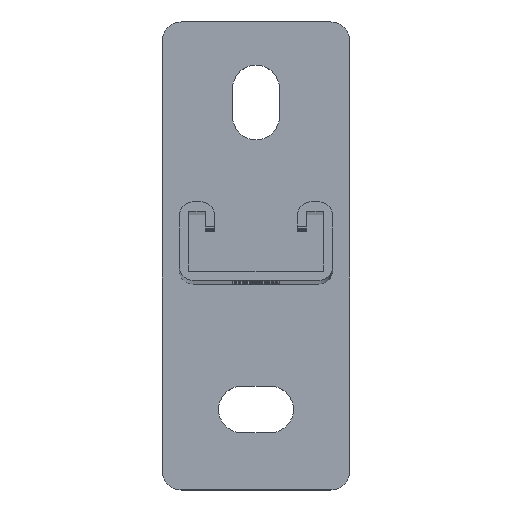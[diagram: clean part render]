
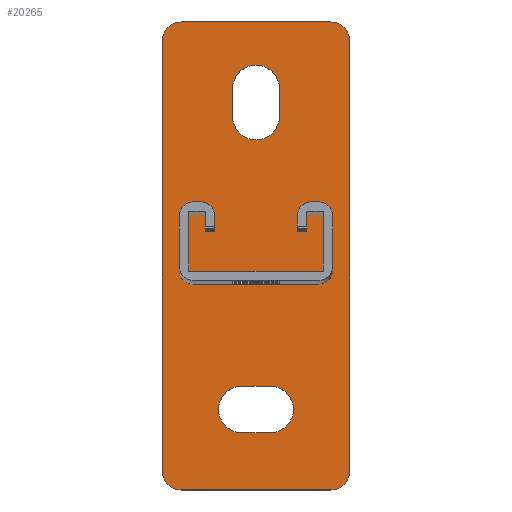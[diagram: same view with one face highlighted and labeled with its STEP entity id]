
A CAD part, top view. The second image highlights one B-rep face of the part: STEP entity #20265.
In plain terms, the highlighted planar face has unit normal (0, 0, 1).
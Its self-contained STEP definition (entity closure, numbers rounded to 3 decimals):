
#466 = DIRECTION ( 'NONE',  ( 0., 0., 1. ) ) ;
#712 = EDGE_CURVE ( 'NONE', #18415, #12300, #28649, .T. ) ;
#778 = EDGE_CURVE ( 'NONE', #12580, #30050, #7703, .T. ) ;
#1241 = LINE ( 'NONE', #16496, #31875 ) ;
#1466 = EDGE_CURVE ( 'NONE', #27460, #27866, #11275, .T. ) ;
#2401 = CIRCLE ( 'NONE', #7079, 5. ) ;
#2502 = DIRECTION ( 'NONE',  ( 0., 0., 1. ) ) ;
#2958 = ORIENTED_EDGE ( 'NONE', *, *, #6088, .T. ) ;
#3071 = DIRECTION ( 'NONE',  ( 0., 0., 1. ) ) ;
#3281 = DIRECTION ( 'NONE',  ( 1., 0., 0. ) ) ;
#3346 = CARTESIAN_POINT ( 'NONE',  ( -6.25, 44.75, 0. ) ) ;
#3699 = FACE_OUTER_BOUND ( 'NONE', #6525, .T. ) ;
#4218 = AXIS2_PLACEMENT_3D ( 'NONE', #19276, #9396, #14365 ) ;
#4628 = CIRCLE ( 'NONE', #20997, 6.25 ) ;
#4642 = VECTOR ( 'NONE', #28169, 1000. ) ;
#4768 = DIRECTION ( 'NONE',  ( 1., 0., 0. ) ) ;
#4783 = CARTESIAN_POINT ( 'NONE',  ( -6.25, 37.25, 0. ) ) ;
#4991 = DIRECTION ( 'NONE',  ( 1., 0., 0. ) ) ;
#5233 = CARTESIAN_POINT ( 'NONE',  ( 20., -57.5, 0. ) ) ;
#6049 = FACE_BOUND ( 'NONE', #7510, .T. ) ;
#6072 = VERTEX_POINT ( 'NONE', #11196 ) ;
#6088 = EDGE_CURVE ( 'NONE', #21708, #7386, #1241, .T. ) ;
#6139 = EDGE_LOOP ( 'NONE', ( #8977, #9673, #21749, #31947, #19601 ) ) ;
#6210 = AXIS2_PLACEMENT_3D ( 'NONE', #31992, #9459, #4768 ) ;
#6240 = VECTOR ( 'NONE', #24000, 1000. ) ;
#6343 = AXIS2_PLACEMENT_3D ( 'NONE', #27080, #27388, #7427 ) ;
#6495 = DIRECTION ( 'NONE',  ( 0., 0., 1. ) ) ;
#6525 = EDGE_LOOP ( 'NONE', ( #2958, #23244, #10765, #20103, #13264, #23071, #8497, #28767 ) ) ;
#6945 = ORIENTED_EDGE ( 'NONE', *, *, #778, .F. ) ;
#6966 = LINE ( 'NONE', #29048, #16300 ) ;
#7079 = AXIS2_PLACEMENT_3D ( 'NONE', #13374, #3071, #3281 ) ;
#7373 = DIRECTION ( 'NONE',  ( 1., 0., 0. ) ) ;
#7386 = VERTEX_POINT ( 'NONE', #26615 ) ;
#7427 = DIRECTION ( 'NONE',  ( 1., 0., 0. ) ) ;
#7510 = EDGE_LOOP ( 'NONE', ( #6945, #26262, #31229, #11405 ) ) ;
#7703 = CIRCLE ( 'NONE', #6343, 6.25 ) ;
#7738 = DIRECTION ( 'NONE',  ( 1., 0., 0. ) ) ;
#7916 = VECTOR ( 'NONE', #13387, 1000. ) ;
#8273 = VECTOR ( 'NONE', #28866, 1000. ) ;
#8497 = ORIENTED_EDGE ( 'NONE', *, *, #23461, .T. ) ;
#8570 = EDGE_CURVE ( 'NONE', #6072, #21708, #2401, .T. ) ;
#8622 = AXIS2_PLACEMENT_3D ( 'NONE', #29724, #2502, #4991 ) ;
#8737 = CARTESIAN_POINT ( 'NONE',  ( 20., -62.5, 0. ) ) ;
#8776 = DIRECTION ( 'NONE',  ( 1., 0., 0. ) ) ;
#8821 = AXIS2_PLACEMENT_3D ( 'NONE', #5233, #466, #17741 ) ;
#8913 = CARTESIAN_POINT ( 'NONE',  ( -3.75, -34.75, 0. ) ) ;
#8977 = ORIENTED_EDGE ( 'NONE', *, *, #17794, .F. ) ;
#9200 = CARTESIAN_POINT ( 'NONE',  ( 10., -41., 0. ) ) ;
#9261 = DIRECTION ( 'NONE',  ( 0., 1., 0. ) ) ;
#9396 = DIRECTION ( 'NONE',  ( 0., 0., 1. ) ) ;
#9459 = DIRECTION ( 'NONE',  ( 0., 0., 1. ) ) ;
#9668 = CIRCLE ( 'NONE', #8821, 5. ) ;
#9673 = ORIENTED_EDGE ( 'NONE', *, *, #13349, .F. ) ;
#10139 = CARTESIAN_POINT ( 'NONE',  ( 3.75, -41., 0. ) ) ;
#10312 = EDGE_CURVE ( 'NONE', #7386, #19081, #28296, .T. ) ;
#10765 = ORIENTED_EDGE ( 'NONE', *, *, #18223, .T. ) ;
#11032 = LINE ( 'NONE', #28470, #7916 ) ;
#11196 = CARTESIAN_POINT ( 'NONE',  ( -20., 62.5, 0. ) ) ;
#11275 = CIRCLE ( 'NONE', #8622, 6.25 ) ;
#11405 = ORIENTED_EDGE ( 'NONE', *, *, #17598, .F. ) ;
#11530 = CARTESIAN_POINT ( 'NONE',  ( -6.25, 44.75, 0. ) ) ;
#11638 = CARTESIAN_POINT ( 'NONE',  ( 20., 62.5, 0. ) ) ;
#12300 = VERTEX_POINT ( 'NONE', #9200 ) ;
#12473 = CARTESIAN_POINT ( 'NONE',  ( 0., 0., 0. ) ) ;
#12580 = VERTEX_POINT ( 'NONE', #25809 ) ;
#13264 = ORIENTED_EDGE ( 'NONE', *, *, #27192, .T. ) ;
#13349 = EDGE_CURVE ( 'NONE', #20172, #14745, #27587, .T. ) ;
#13374 = CARTESIAN_POINT ( 'NONE',  ( -20., 57.5, 0. ) ) ;
#13387 = DIRECTION ( 'NONE',  ( 0., 1., 0. ) ) ;
#13990 = CARTESIAN_POINT ( 'NONE',  ( -3.75, -34.75, 0. ) ) ;
#14300 = LINE ( 'NONE', #29194, #24040 ) ;
#14365 = DIRECTION ( 'NONE',  ( 1., 0., 0. ) ) ;
#14367 = VECTOR ( 'NONE', #26025, 1000. ) ;
#14410 = DIRECTION ( 'NONE',  ( 0., -1., 0. ) ) ;
#14745 = VERTEX_POINT ( 'NONE', #13990 ) ;
#15350 = DIRECTION ( 'NONE',  ( 1., 0., 0. ) ) ;
#15430 = VERTEX_POINT ( 'NONE', #26550 ) ;
#16174 = CARTESIAN_POINT ( 'NONE',  ( 6.25, 37.25, 0. ) ) ;
#16274 = CARTESIAN_POINT ( 'NONE',  ( 20., 57.5, 0. ) ) ;
#16276 = AXIS2_PLACEMENT_3D ( 'NONE', #22624, #29856, #7738 ) ;
#16300 = VECTOR ( 'NONE', #21687, 1000. ) ;
#16466 = AXIS2_PLACEMENT_3D ( 'NONE', #16274, #6495, #8776 ) ;
#16496 = CARTESIAN_POINT ( 'NONE',  ( -25., 62.5, 0. ) ) ;
#16844 = AXIS2_PLACEMENT_3D ( 'NONE', #12473, #32212, #7373 ) ;
#17223 = CARTESIAN_POINT ( 'NONE',  ( 3.75, -47.25, 0. ) ) ;
#17598 = EDGE_CURVE ( 'NONE', #30050, #27460, #31917, .T. ) ;
#17741 = DIRECTION ( 'NONE',  ( 1., 0., 0. ) ) ;
#17794 = EDGE_CURVE ( 'NONE', #14745, #15430, #28405, .T. ) ;
#18223 = EDGE_CURVE ( 'NONE', #19081, #28957, #6966, .T. ) ;
#18406 = CARTESIAN_POINT ( 'NONE',  ( -25., 62.5, 0. ) ) ;
#18415 = VERTEX_POINT ( 'NONE', #17223 ) ;
#18827 = VERTEX_POINT ( 'NONE', #21332 ) ;
#19081 = VERTEX_POINT ( 'NONE', #27066 ) ;
#19276 = CARTESIAN_POINT ( 'NONE',  ( 3.75, -41., 0. ) ) ;
#19601 = ORIENTED_EDGE ( 'NONE', *, *, #28792, .F. ) ;
#19758 = PLANE ( 'NONE',  #16844 ) ;
#20103 = ORIENTED_EDGE ( 'NONE', *, *, #23883, .T. ) ;
#20172 = VERTEX_POINT ( 'NONE', #26802 ) ;
#20265 = ADVANCED_FACE ( 'NONE', ( #22337, #6049, #3699 ), #19758, .T. ) ;
#20997 = AXIS2_PLACEMENT_3D ( 'NONE', #10139, #24914, #15350 ) ;
#21332 = CARTESIAN_POINT ( 'NONE',  ( 25., 57.5, 0. ) ) ;
#21559 = VERTEX_POINT ( 'NONE', #23282 ) ;
#21687 = DIRECTION ( 'NONE',  ( 1., 0., 0. ) ) ;
#21708 = VERTEX_POINT ( 'NONE', #27825 ) ;
#21749 = ORIENTED_EDGE ( 'NONE', *, *, #29211, .F. ) ;
#22337 = FACE_BOUND ( 'NONE', #6139, .T. ) ;
#22388 = EDGE_CURVE ( 'NONE', #18827, #24136, #24180, .T. ) ;
#22624 = CARTESIAN_POINT ( 'NONE',  ( -20., -57.5, 0. ) ) ;
#23071 = ORIENTED_EDGE ( 'NONE', *, *, #22388, .T. ) ;
#23244 = ORIENTED_EDGE ( 'NONE', *, *, #10312, .T. ) ;
#23282 = CARTESIAN_POINT ( 'NONE',  ( 25., -57.5, 0. ) ) ;
#23461 = EDGE_CURVE ( 'NONE', #24136, #6072, #27585, .T. ) ;
#23883 = EDGE_CURVE ( 'NONE', #28957, #21559, #9668, .T. ) ;
#24000 = DIRECTION ( 'NONE',  ( -1., 0., 0. ) ) ;
#24040 = VECTOR ( 'NONE', #9261, 1000. ) ;
#24136 = VERTEX_POINT ( 'NONE', #11638 ) ;
#24180 = CIRCLE ( 'NONE', #16466, 5. ) ;
#24238 = EDGE_CURVE ( 'NONE', #27866, #12580, #14300, .T. ) ;
#24914 = DIRECTION ( 'NONE',  ( 0., 0., 1. ) ) ;
#25809 = CARTESIAN_POINT ( 'NONE',  ( 6.25, 44.75, 0. ) ) ;
#26025 = DIRECTION ( 'NONE',  ( -1., 0., 0. ) ) ;
#26262 = ORIENTED_EDGE ( 'NONE', *, *, #24238, .F. ) ;
#26550 = CARTESIAN_POINT ( 'NONE',  ( -3.75, -47.25, 0. ) ) ;
#26615 = CARTESIAN_POINT ( 'NONE',  ( -25., -57.5, 0. ) ) ;
#26802 = CARTESIAN_POINT ( 'NONE',  ( 3.75, -34.75, 0. ) ) ;
#27066 = CARTESIAN_POINT ( 'NONE',  ( -20., -62.5, 0. ) ) ;
#27080 = CARTESIAN_POINT ( 'NONE',  ( 0., 44.75, 0. ) ) ;
#27192 = EDGE_CURVE ( 'NONE', #21559, #18827, #11032, .T. ) ;
#27388 = DIRECTION ( 'NONE',  ( 0., 0., 1. ) ) ;
#27460 = VERTEX_POINT ( 'NONE', #4783 ) ;
#27585 = LINE ( 'NONE', #18406, #14367 ) ;
#27587 = LINE ( 'NONE', #8913, #6240 ) ;
#27825 = CARTESIAN_POINT ( 'NONE',  ( -25., 57.5, 0. ) ) ;
#27866 = VERTEX_POINT ( 'NONE', #16174 ) ;
#28063 = CARTESIAN_POINT ( 'NONE',  ( -3.75, -47.25, 0. ) ) ;
#28169 = DIRECTION ( 'NONE',  ( 1., 0., 0. ) ) ;
#28296 = CIRCLE ( 'NONE', #16276, 5. ) ;
#28405 = CIRCLE ( 'NONE', #6210, 6.25 ) ;
#28470 = CARTESIAN_POINT ( 'NONE',  ( 25., 62.5, 0. ) ) ;
#28649 = CIRCLE ( 'NONE', #4218, 6.25 ) ;
#28767 = ORIENTED_EDGE ( 'NONE', *, *, #8570, .T. ) ;
#28792 = EDGE_CURVE ( 'NONE', #15430, #18415, #31065, .T. ) ;
#28866 = DIRECTION ( 'NONE',  ( 0., -1., 0. ) ) ;
#28957 = VERTEX_POINT ( 'NONE', #8737 ) ;
#29048 = CARTESIAN_POINT ( 'NONE',  ( -25., -62.5, 0. ) ) ;
#29194 = CARTESIAN_POINT ( 'NONE',  ( 6.25, 44.75, 0. ) ) ;
#29211 = EDGE_CURVE ( 'NONE', #12300, #20172, #4628, .T. ) ;
#29724 = CARTESIAN_POINT ( 'NONE',  ( 0., 37.25, 0. ) ) ;
#29856 = DIRECTION ( 'NONE',  ( 0., 0., 1. ) ) ;
#30050 = VERTEX_POINT ( 'NONE', #3346 ) ;
#31065 = LINE ( 'NONE', #28063, #4642 ) ;
#31229 = ORIENTED_EDGE ( 'NONE', *, *, #1466, .F. ) ;
#31875 = VECTOR ( 'NONE', #14410, 1000. ) ;
#31917 = LINE ( 'NONE', #11530, #8273 ) ;
#31947 = ORIENTED_EDGE ( 'NONE', *, *, #712, .F. ) ;
#31992 = CARTESIAN_POINT ( 'NONE',  ( -3.75, -41., 0. ) ) ;
#32212 = DIRECTION ( 'NONE',  ( 0., 0., 1. ) ) ;
